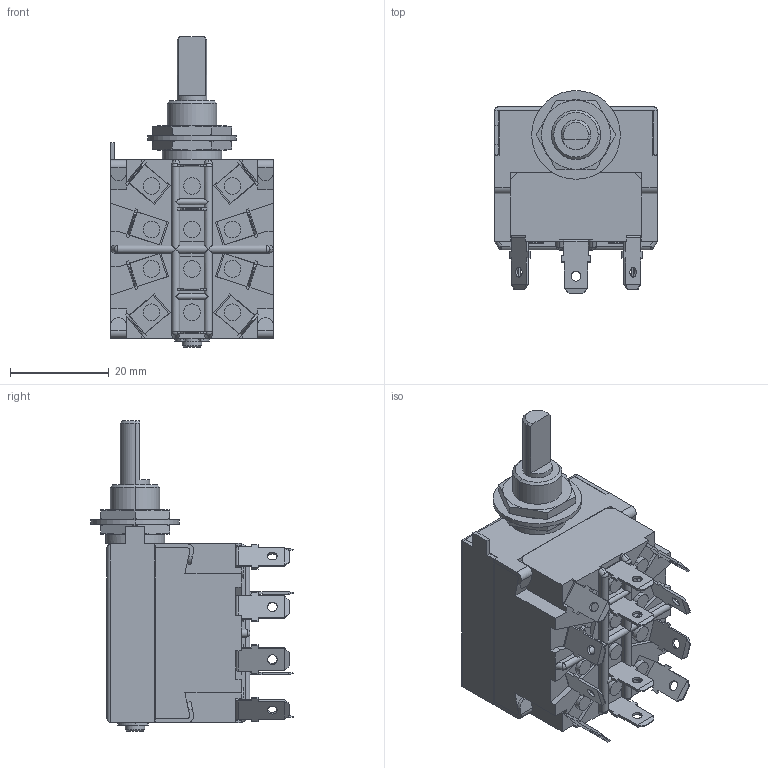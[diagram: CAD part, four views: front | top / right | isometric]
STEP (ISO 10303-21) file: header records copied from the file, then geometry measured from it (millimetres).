
FILE_DESCRIPTION (( 'STEP AP203' ), '1' );
FILE_NAME ('A4RP04.STEP', '2020-03-03T00:44:57', ( '' ), ( '' ), 'SwSTEP 2.0', 'SolidWorks 2018', '' );
FILE_SCHEMA (( 'CONFIG_CONTROL_DESIGN' ));
Length unit declared in the file: millimetre
Products named in the file (7): A4RP04; 壓慻 4嬌 4抂巕 (A僔儕乕僘); 9803 B269 20(L儚僢僔儍乕); 4端子 (Aシリーズ); 働乕僗 3_4嬌 (A僔儕乕僘); 9801 0274 20(ナット); 上組 ロータリー(4極) (Aシリーズ)
Assembly tree (18 placements, depth 3):
  A4RP04
    上組 ロータリー(4極) (Aシリーズ)
    9801 0274 20(ナット)  x2
    9803 B269 20(L儚僢僔儍乕)
    壓慻 4嬌 4抂巕 (A僔儕乕僘)
      働乕僗 3_4嬌 (A僔儕乕僘)
      4端子 (Aシリーズ)  x12
Bounding box: 33 x 41.1 x 63 mm (x, y, z)
Volume: 33926.7 mm3; surface area: 18551.2 mm2
Topology: 18 solids, 18 shells, 727 faces, 1850 edges, 1189 vertices
Faces by surface type: plane 483, cylinder 203, cone 31, sphere 6, bspline 4
Entity records: 12992 total; most frequent: CARTESIAN_POINT 2312, ORIENTED_EDGE 2018, DIRECTION 2013, EDGE_CURVE 1009, VECTOR 689, LINE 689, AXIS2_PLACEMENT_3D 662, VERTEX_POINT 649
